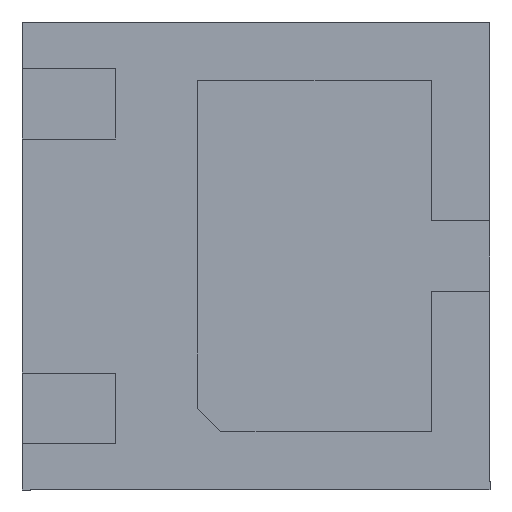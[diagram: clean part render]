
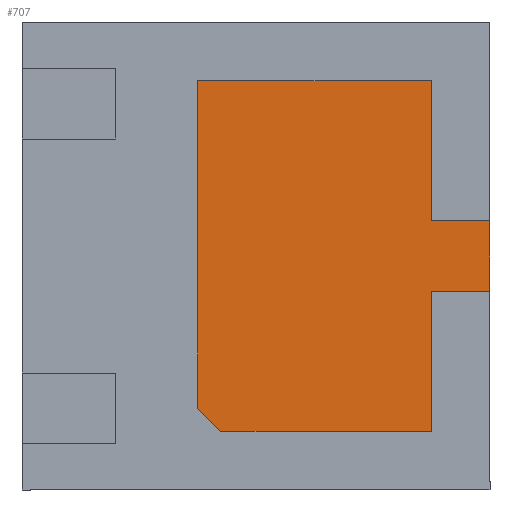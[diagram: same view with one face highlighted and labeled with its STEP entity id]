
A CAD part, front view. The second image highlights one B-rep face of the part: STEP entity #707.
In plain terms, the highlighted planar face has unit normal (0, -1, 0).
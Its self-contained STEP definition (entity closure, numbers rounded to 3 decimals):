
#49 = DIRECTION ( 'NONE',  ( 1., 0., 0. ) ) ;
#68 = CARTESIAN_POINT ( 'NONE',  ( 0.75, 0., 0.15 ) ) ;
#89 = ORIENTED_EDGE ( 'NONE', *, *, #1930, .F. ) ;
#95 = DIRECTION ( 'NONE',  ( 0., 0., -1. ) ) ;
#120 = CARTESIAN_POINT ( 'NONE',  ( 0.75, 0., -0.15 ) ) ;
#143 = LINE ( 'NONE', #2035, #2400 ) ;
#204 = VECTOR ( 'NONE', #2396, 1000. ) ;
#229 = CARTESIAN_POINT ( 'NONE',  ( 1., 0., 0.15 ) ) ;
#238 = LINE ( 'NONE', #120, #204 ) ;
#249 = VERTEX_POINT ( 'NONE', #1304 ) ;
#307 = CARTESIAN_POINT ( 'NONE',  ( 0.75, 0., -0.15 ) ) ;
#337 = CARTESIAN_POINT ( 'NONE',  ( -0.15, 0., -0.75 ) ) ;
#364 = ORIENTED_EDGE ( 'NONE', *, *, #1777, .F. ) ;
#387 = DIRECTION ( 'NONE',  ( 1., 0., 0. ) ) ;
#490 = EDGE_CURVE ( 'NONE', #1482, #806, #1079, .T. ) ;
#519 = VERTEX_POINT ( 'NONE', #2391 ) ;
#693 = LINE ( 'NONE', #774, #1693 ) ;
#707 = ADVANCED_FACE ( 'NONE', ( #1321 ), #1475, .F. ) ;
#718 = ORIENTED_EDGE ( 'NONE', *, *, #490, .F. ) ;
#729 = CARTESIAN_POINT ( 'NONE',  ( 1., 0., -0.15 ) ) ;
#741 = AXIS2_PLACEMENT_3D ( 'NONE', #2055, #2493, #2471 ) ;
#774 = CARTESIAN_POINT ( 'NONE',  ( 0.75, 0., -0.75 ) ) ;
#789 = DIRECTION ( 'NONE',  ( -1., 0., 0. ) ) ;
#792 = DIRECTION ( 'NONE',  ( -1., 0., 0. ) ) ;
#806 = VERTEX_POINT ( 'NONE', #2601 ) ;
#818 = CARTESIAN_POINT ( 'NONE',  ( -0.15, 0., -0.75 ) ) ;
#849 = EDGE_CURVE ( 'NONE', #1375, #1482, #693, .T. ) ;
#939 = ORIENTED_EDGE ( 'NONE', *, *, #2435, .F. ) ;
#991 = EDGE_CURVE ( 'NONE', #1994, #519, #143, .T. ) ;
#1079 = LINE ( 'NONE', #337, #1683 ) ;
#1087 = LINE ( 'NONE', #1736, #2099 ) ;
#1121 = CARTESIAN_POINT ( 'NONE',  ( -0.25, 0., 0.75 ) ) ;
#1162 = ORIENTED_EDGE ( 'NONE', *, *, #2363, .F. ) ;
#1222 = VERTEX_POINT ( 'NONE', #2095 ) ;
#1230 = CARTESIAN_POINT ( 'NONE',  ( 1., 0., -0.15 ) ) ;
#1297 = EDGE_LOOP ( 'NONE', ( #1318, #364, #2248, #1162, #939, #1311, #2107, #89, #718 ) ) ;
#1304 = CARTESIAN_POINT ( 'NONE',  ( 1., 0., 0.15 ) ) ;
#1310 = VECTOR ( 'NONE', #49, 1000. ) ;
#1311 = ORIENTED_EDGE ( 'NONE', *, *, #1990, .F. ) ;
#1318 = ORIENTED_EDGE ( 'NONE', *, *, #849, .F. ) ;
#1321 = FACE_OUTER_BOUND ( 'NONE', #1297, .T. ) ;
#1375 = VERTEX_POINT ( 'NONE', #1778 ) ;
#1475 = PLANE ( 'NONE',  #741 ) ;
#1482 = VERTEX_POINT ( 'NONE', #818 ) ;
#1601 = VECTOR ( 'NONE', #2318, 1000. ) ;
#1683 = VECTOR ( 'NONE', #2000, 1000. ) ;
#1692 = VERTEX_POINT ( 'NONE', #307 ) ;
#1693 = VECTOR ( 'NONE', #789, 1000. ) ;
#1723 = CARTESIAN_POINT ( 'NONE',  ( -0.25, 0., -0.65 ) ) ;
#1736 = CARTESIAN_POINT ( 'NONE',  ( 0.75, 0., 0.75 ) ) ;
#1777 = EDGE_CURVE ( 'NONE', #1692, #1375, #238, .T. ) ;
#1778 = CARTESIAN_POINT ( 'NONE',  ( 0.75, 0., -0.75 ) ) ;
#1906 = LINE ( 'NONE', #229, #2474 ) ;
#1930 = EDGE_CURVE ( 'NONE', #806, #1994, #2649, .T. ) ;
#1990 = EDGE_CURVE ( 'NONE', #519, #1222, #1087, .T. ) ;
#1994 = VERTEX_POINT ( 'NONE', #1121 ) ;
#2000 = DIRECTION ( 'NONE',  ( -0.707, 0., 0.707 ) ) ;
#2035 = CARTESIAN_POINT ( 'NONE',  ( -0.25, 0., 0.75 ) ) ;
#2055 = CARTESIAN_POINT ( 'NONE',  ( 0., 0., 0. ) ) ;
#2095 = CARTESIAN_POINT ( 'NONE',  ( 0.75, 0., 0.15 ) ) ;
#2099 = VECTOR ( 'NONE', #95, 1000. ) ;
#2100 = VECTOR ( 'NONE', #792, 1000. ) ;
#2107 = ORIENTED_EDGE ( 'NONE', *, *, #991, .F. ) ;
#2128 = LINE ( 'NONE', #729, #2100 ) ;
#2203 = VERTEX_POINT ( 'NONE', #1230 ) ;
#2248 = ORIENTED_EDGE ( 'NONE', *, *, #2622, .F. ) ;
#2301 = DIRECTION ( 'NONE',  ( 0., 0., -1. ) ) ;
#2318 = DIRECTION ( 'NONE',  ( 0., 0., 1. ) ) ;
#2363 = EDGE_CURVE ( 'NONE', #249, #2203, #1906, .T. ) ;
#2391 = CARTESIAN_POINT ( 'NONE',  ( 0.75, 0., 0.75 ) ) ;
#2396 = DIRECTION ( 'NONE',  ( 0., 0., -1. ) ) ;
#2400 = VECTOR ( 'NONE', #387, 1000. ) ;
#2435 = EDGE_CURVE ( 'NONE', #1222, #249, #2513, .T. ) ;
#2471 = DIRECTION ( 'NONE',  ( -1., 0., 0. ) ) ;
#2474 = VECTOR ( 'NONE', #2301, 1000. ) ;
#2493 = DIRECTION ( 'NONE',  ( 0., 1., 0. ) ) ;
#2513 = LINE ( 'NONE', #68, #1310 ) ;
#2601 = CARTESIAN_POINT ( 'NONE',  ( -0.25, 0., -0.65 ) ) ;
#2622 = EDGE_CURVE ( 'NONE', #2203, #1692, #2128, .T. ) ;
#2649 = LINE ( 'NONE', #1723, #1601 ) ;
